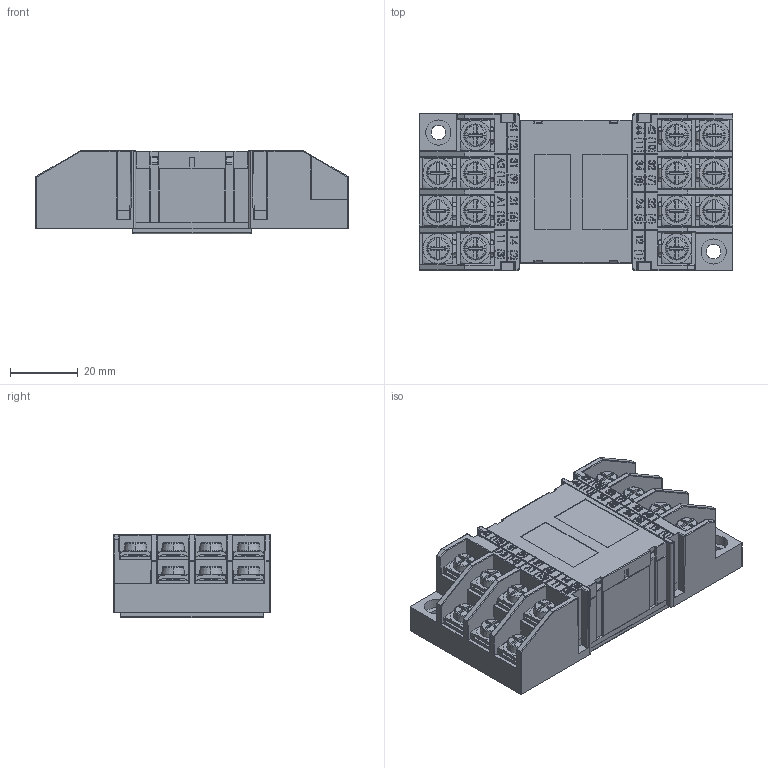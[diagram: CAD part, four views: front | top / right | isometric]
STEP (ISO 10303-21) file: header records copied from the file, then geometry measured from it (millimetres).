
FILE_DESCRIPTION (( 'STEP AP214' ), '1' );
FILE_NAME ('GZ14Z.STEP', '2014-09-09T10:37:42', ( '' ), ( '' ), 'SwSTEP 2.0', 'SolidWorks 2012', '' );
FILE_SCHEMA (( 'AUTOMOTIVE_DESIGN' ));
Length unit declared in the file: millimetre
Products named in the file (6): œ.ruba z podk³adk¹ i zaciskiem; GZU-1521 Wkrêt M4x6.5; GZU-1510 Nak³adka sprê¿ysta; GZU-1400  Zacisk; Podstawa GZ14Z; GZ14Z
Assembly tree (18 placements, depth 3):
  GZ14Z
    Podstawa GZ14Z
    œ.ruba z podk³adk¹ i zaciskiem  x14
      GZU-1400  Zacisk
      GZU-1510 Nak³adka sprê¿ysta
      GZU-1521 Wkrêt M4x6.5
Bounding box: 92.2 x 46.2 x 24.7 mm (x, y, z)
Volume: 78676.6 mm3; surface area: 30657.9 mm2
Topology: 43 solids, 43 shells, 3287 faces, 8184 edges, 5136 vertices
Faces by surface type: plane 1639, cylinder 664, torus 466, bspline 338, cone 140, sphere 40
Entity records: 69340 total; most frequent: CARTESIAN_POINT 27288, ORIENTED_EDGE 9290, DIRECTION 7532, EDGE_CURVE 4645, LINE 3232, VECTOR 3232, VERTEX_POINT 3004, AXIS2_PLACEMENT_3D 2150
